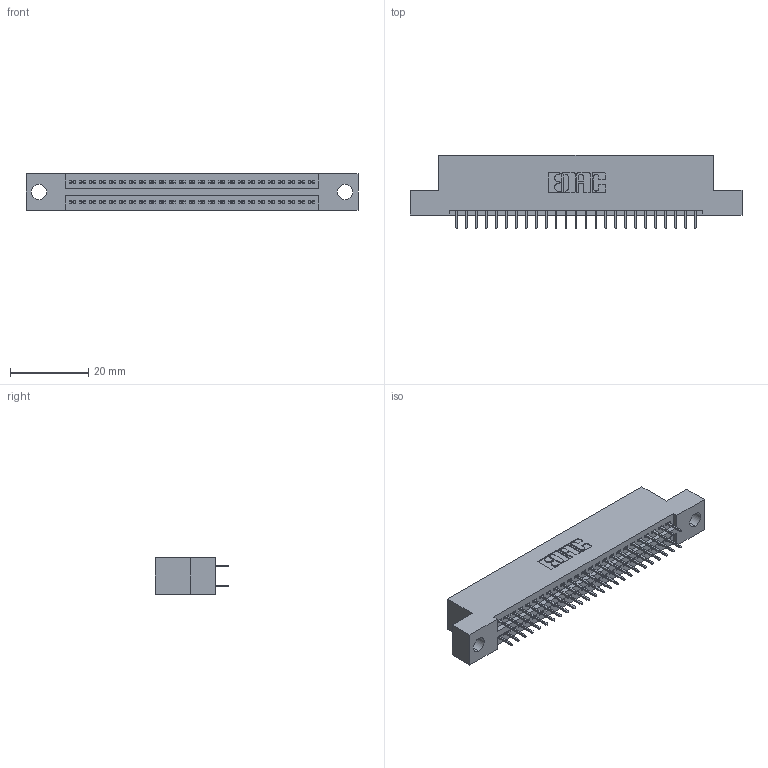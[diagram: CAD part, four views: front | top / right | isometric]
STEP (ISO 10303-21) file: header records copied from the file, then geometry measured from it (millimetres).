
FILE_DESCRIPTION (( 'STEP AP203' ), '1' );
FILE_NAME ('895-050-525-204.STEP', '2020-09-27T09:28:35', ( '' ), ( '' ), 'SwSTEP 2.0', 'SolidWorks 2020', '' );
FILE_SCHEMA (( 'CONFIG_CONTROL_DESIGN' ));
Length unit declared in the file: inch
Products named in the file (3): 895-050-525-204; 345-292-001_345-293-125; 845 Part_Flush Mounting Lugs - 0.156 Dia-TH
Assembly tree (51 placements, depth 2):
  895-050-525-204
    845 Part_Flush Mounting Lugs - 0.156 Dia-TH
    345-292-001_345-293-125  x50
Bounding box: 84.71 x 18.72 x 9.4 mm (x, y, z)
Volume: 7900.8 mm3; surface area: 10916.6 mm2
Topology: 51 solids, 51 shells, 2826 faces, 7991 edges, 5126 vertices
Faces by surface type: plane 2030, cylinder 796
Entity records: 21981 total; most frequent: CARTESIAN_POINT 3700, ORIENTED_EDGE 3634, DIRECTION 3285, EDGE_CURVE 1817, LINE 1589, VECTOR 1589, VERTEX_POINT 1206, AXIS2_PLACEMENT_3D 848
